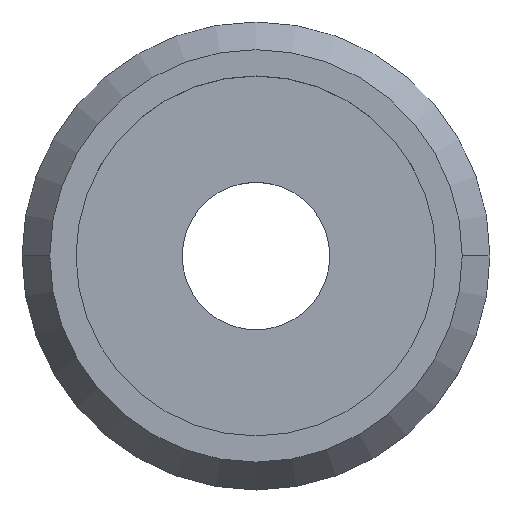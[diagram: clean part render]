
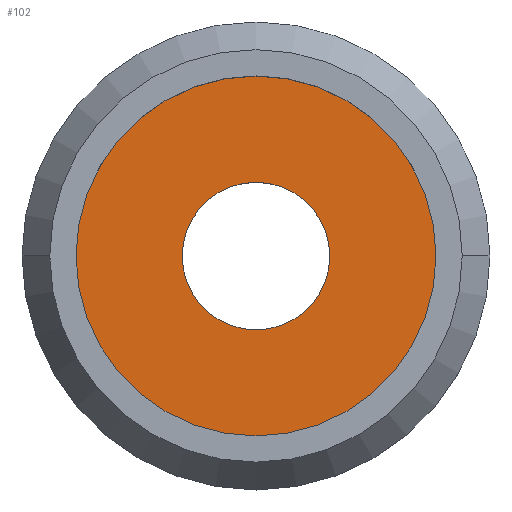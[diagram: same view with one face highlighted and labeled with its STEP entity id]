
A CAD part, top view. The second image highlights one B-rep face of the part: STEP entity #102.
In plain terms, the highlighted planar face has unit normal (0, 0, 1).
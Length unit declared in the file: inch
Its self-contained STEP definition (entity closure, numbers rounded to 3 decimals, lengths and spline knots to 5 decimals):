
#9 = EDGE_CURVE ( 'NONE', #188, #347, #441, .T. ) ;
#15 = AXIS2_PLACEMENT_3D ( 'NONE', #66, #317, #104 ) ;
#29 = EDGE_CURVE ( 'NONE', #347, #188, #142, .T. ) ;
#44 = DIRECTION ( 'NONE',  ( 0., 0., -1. ) ) ;
#47 = DIRECTION ( 'NONE',  ( 0., 0., -1. ) ) ;
#52 = AXIS2_PLACEMENT_3D ( 'NONE', #187, #44, #294 ) ;
#58 = FACE_OUTER_BOUND ( 'NONE', #92, .T. ) ;
#66 = CARTESIAN_POINT ( 'NONE',  ( 0., 0., -0.045 ) ) ;
#72 = DIRECTION ( 'NONE',  ( 0., 0., -1. ) ) ;
#75 = AXIS2_PLACEMENT_3D ( 'NONE', #266, #47, #297 ) ;
#85 = DIRECTION ( 'NONE',  ( 0., 0., -1. ) ) ;
#92 = EDGE_LOOP ( 'NONE', ( #183, #269 ) ) ;
#102 = ADVANCED_FACE ( 'NONE', ( #58, #326 ), #261, .F. ) ;
#104 = DIRECTION ( 'NONE',  ( -1., 0., 0. ) ) ;
#120 = EDGE_CURVE ( 'NONE', #379, #430, #156, .T. ) ;
#142 = CIRCLE ( 'NONE', #299, 0.1025 ) ;
#150 = ORIENTED_EDGE ( 'NONE', *, *, #9, .T. ) ;
#156 = CIRCLE ( 'NONE', #75, 0.25 ) ;
#176 = CARTESIAN_POINT ( 'NONE',  ( 0.1025, 0., -0.045 ) ) ;
#178 = AXIS2_PLACEMENT_3D ( 'NONE', #296, #85, #333 ) ;
#183 = ORIENTED_EDGE ( 'NONE', *, *, #403, .F. ) ;
#187 = CARTESIAN_POINT ( 'NONE',  ( 0., 0., -0.045 ) ) ;
#188 = VERTEX_POINT ( 'NONE', #176 ) ;
#246 = CARTESIAN_POINT ( 'NONE',  ( -0.25, 0., -0.045 ) ) ;
#258 = CARTESIAN_POINT ( 'NONE',  ( 0.25, 0., -0.045 ) ) ;
#261 = PLANE ( 'NONE',  #52 ) ;
#266 = CARTESIAN_POINT ( 'NONE',  ( 0., 0., -0.045 ) ) ;
#269 = ORIENTED_EDGE ( 'NONE', *, *, #120, .F. ) ;
#283 = CARTESIAN_POINT ( 'NONE',  ( 0., 0., -0.045 ) ) ;
#294 = DIRECTION ( 'NONE',  ( -1., 0., 0. ) ) ;
#296 = CARTESIAN_POINT ( 'NONE',  ( 0., 0., -0.045 ) ) ;
#297 = DIRECTION ( 'NONE',  ( -1., 0., 0. ) ) ;
#299 = AXIS2_PLACEMENT_3D ( 'NONE', #283, #72, #324 ) ;
#312 = EDGE_LOOP ( 'NONE', ( #150, #371 ) ) ;
#317 = DIRECTION ( 'NONE',  ( 0., 0., -1. ) ) ;
#324 = DIRECTION ( 'NONE',  ( 1., 0., 0. ) ) ;
#326 = FACE_BOUND ( 'NONE', #312, .T. ) ;
#333 = DIRECTION ( 'NONE',  ( 1., 0., 0. ) ) ;
#339 = CIRCLE ( 'NONE', #15, 0.25 ) ;
#347 = VERTEX_POINT ( 'NONE', #428 ) ;
#371 = ORIENTED_EDGE ( 'NONE', *, *, #29, .T. ) ;
#379 = VERTEX_POINT ( 'NONE', #258 ) ;
#403 = EDGE_CURVE ( 'NONE', #430, #379, #339, .T. ) ;
#428 = CARTESIAN_POINT ( 'NONE',  ( -0.1025, 0., -0.045 ) ) ;
#430 = VERTEX_POINT ( 'NONE', #246 ) ;
#441 = CIRCLE ( 'NONE', #178, 0.1025 ) ;
